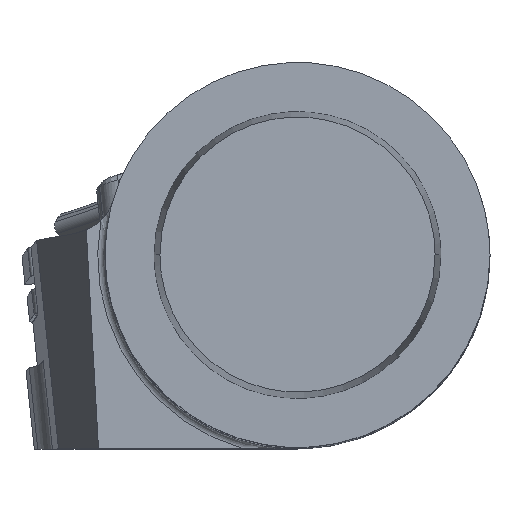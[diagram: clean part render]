
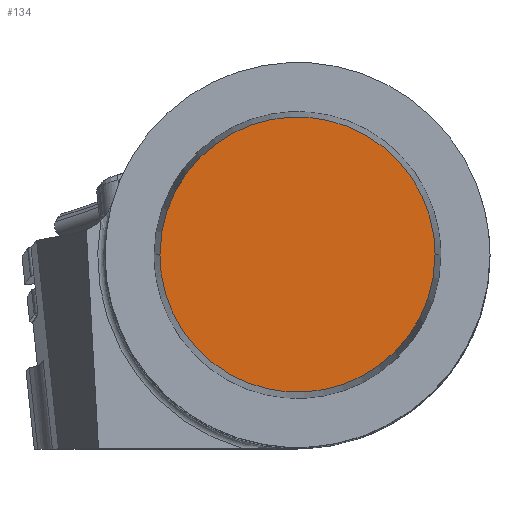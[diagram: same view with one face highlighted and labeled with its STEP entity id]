
A CAD part, top view. The second image highlights one B-rep face of the part: STEP entity #134.
In plain terms, the highlighted free-form (B-spline) face has degree [1, 1] with [2, 2] control points.
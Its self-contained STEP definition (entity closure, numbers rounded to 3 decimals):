
#134 = ADVANCED_FACE('',(#135),#157,.T.);
#135 = FACE_BOUND('',#136,.T.);
#136 = EDGE_LOOP('',(#137,#149));
#137 = ORIENTED_EDGE('',*,*,#138,.F.);
#138 = EDGE_CURVE('',#139,#141,#143,.T.);
#139 = VERTEX_POINT('',#140);
#140 = CARTESIAN_POINT('',(22.512,0.,38.));
#141 = VERTEX_POINT('',#142);
#142 = CARTESIAN_POINT('',(-22.512,0.,38.));
#143 = ( BOUNDED_CURVE() B_SPLINE_CURVE(2,(#144,#145,#146,#147,#148),
.UNSPECIFIED.,.F.,.F.) B_SPLINE_CURVE_WITH_KNOTS((3,2,3),(0.,0.5,1.),
.PIECEWISE_BEZIER_KNOTS.) CURVE() GEOMETRIC_REPRESENTATION_ITEM() 
RATIONAL_B_SPLINE_CURVE((1.,0.707,1.,0.707,1.)) 
REPRESENTATION_ITEM('') );
#144 = CARTESIAN_POINT('',(22.512,0.,38.));
#145 = CARTESIAN_POINT('',(22.512,-22.512,38.));
#146 = CARTESIAN_POINT('',(0.,-22.512,38.));
#147 = CARTESIAN_POINT('',(-22.512,-22.512,38.));
#148 = CARTESIAN_POINT('',(-22.512,0.,38.));
#149 = ORIENTED_EDGE('',*,*,#150,.F.);
#150 = EDGE_CURVE('',#141,#139,#151,.T.);
#151 = ( BOUNDED_CURVE() B_SPLINE_CURVE(2,(#152,#153,#154,#155,#156),
.UNSPECIFIED.,.F.,.F.) B_SPLINE_CURVE_WITH_KNOTS((3,2,3),(0.,0.5,1.),
.PIECEWISE_BEZIER_KNOTS.) CURVE() GEOMETRIC_REPRESENTATION_ITEM() 
RATIONAL_B_SPLINE_CURVE((1.,0.707,1.,0.707,1.)) 
REPRESENTATION_ITEM('') );
#152 = CARTESIAN_POINT('',(-22.512,0.,38.));
#153 = CARTESIAN_POINT('',(-22.512,22.512,38.));
#154 = CARTESIAN_POINT('',(0.,22.512,38.));
#155 = CARTESIAN_POINT('',(22.512,22.512,38.));
#156 = CARTESIAN_POINT('',(22.512,0.,38.));
#157 = B_SPLINE_SURFACE_WITH_KNOTS('',1,1,(
    (#158,#159)
    ,(#160,#161
    )),.UNSPECIFIED.,.F.,.F.,.F.,(2,2),(2,2),(0.179,
    0.821),(0.179,0.821),
  .PIECEWISE_BEZIER_KNOTS.);
#158 = CARTESIAN_POINT('',(-22.512,22.512,38.));
#159 = CARTESIAN_POINT('',(22.512,22.512,38.));
#160 = CARTESIAN_POINT('',(-22.512,-22.512,38.));
#161 = CARTESIAN_POINT('',(22.512,-22.512,38.));
